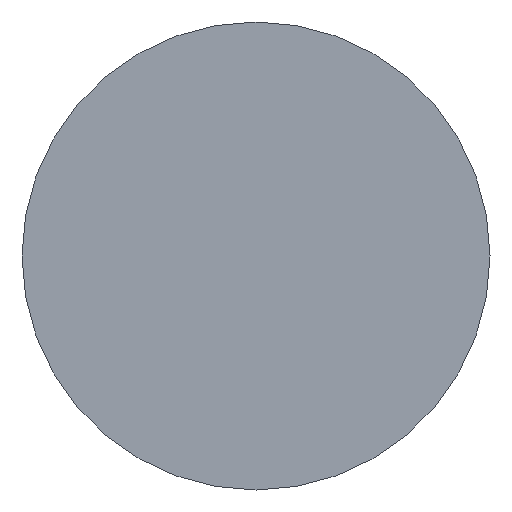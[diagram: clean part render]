
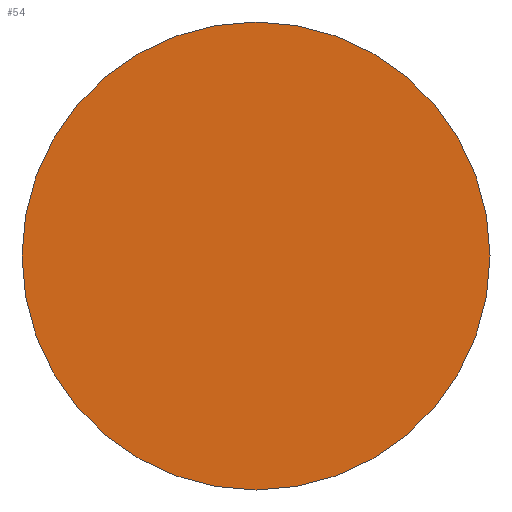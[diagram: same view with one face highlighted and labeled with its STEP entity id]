
A CAD part, left-side view. The second image highlights one B-rep face of the part: STEP entity #54.
In plain terms, the highlighted planar face has unit normal (-1, 0, 0).
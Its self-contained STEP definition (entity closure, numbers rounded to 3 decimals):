
#2 = EDGE_LOOP ( 'NONE', ( #12, #153 ) ) ;
#3 = FACE_OUTER_BOUND ( 'NONE', #2, .T. ) ;
#12 = ORIENTED_EDGE ( 'NONE', *, *, #58, .F. ) ;
#15 = CARTESIAN_POINT ( 'NONE',  ( 44.319, 26.089, 0. ) ) ;
#24 = PLANE ( 'NONE',  #63 ) ;
#27 = CARTESIAN_POINT ( 'NONE',  ( 44.319, 26.089, 0. ) ) ;
#38 = CIRCLE ( 'NONE', #60, 8. ) ;
#39 = CARTESIAN_POINT ( 'NONE',  ( 44.319, 26.089, -8. ) ) ;
#43 = EDGE_CURVE ( 'NONE', #139, #146, #38, .T. ) ;
#54 = ADVANCED_FACE ( 'NONE', ( #3 ), #24, .T. ) ;
#58 = EDGE_CURVE ( 'NONE', #146, #139, #76, .T. ) ;
#60 = AXIS2_PLACEMENT_3D ( 'NONE', #27, #115, #61 ) ;
#61 = DIRECTION ( 'NONE',  ( 0., 0., -1. ) ) ;
#63 = AXIS2_PLACEMENT_3D ( 'NONE', #15, #159, #64 ) ;
#64 = DIRECTION ( 'NONE',  ( 0., 0., 1. ) ) ;
#71 = AXIS2_PLACEMENT_3D ( 'NONE', #94, #74, #144 ) ;
#74 = DIRECTION ( 'NONE',  ( 1., 0., 0. ) ) ;
#76 = CIRCLE ( 'NONE', #71, 8. ) ;
#94 = CARTESIAN_POINT ( 'NONE',  ( 44.319, 26.089, 0. ) ) ;
#115 = DIRECTION ( 'NONE',  ( 1., 0., 0. ) ) ;
#139 = VERTEX_POINT ( 'NONE', #141 ) ;
#141 = CARTESIAN_POINT ( 'NONE',  ( 44.319, 26.089, 8. ) ) ;
#144 = DIRECTION ( 'NONE',  ( 0., 0., -1. ) ) ;
#146 = VERTEX_POINT ( 'NONE', #39 ) ;
#153 = ORIENTED_EDGE ( 'NONE', *, *, #43, .F. ) ;
#159 = DIRECTION ( 'NONE',  ( -1., 0., 0. ) ) ;
